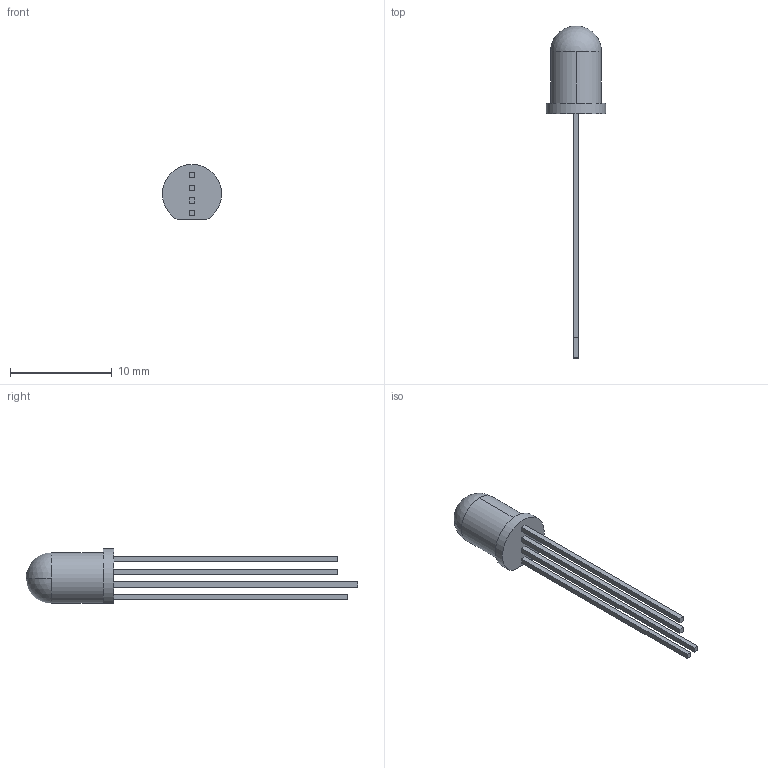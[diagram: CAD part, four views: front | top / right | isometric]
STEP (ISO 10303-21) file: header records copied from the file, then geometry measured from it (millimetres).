
FILE_DESCRIPTION (( 'STEP AP214' ), '1' );
FILE_NAME ('521-8559F.STEP', '2021-10-24T05:20:05', ( '' ), ( '' ), 'SwSTEP 2.0', 'SolidWorks 2018', '' );
FILE_SCHEMA (( 'AUTOMOTIVE_DESIGN' ));
Length unit declared in the file: millimetre
Products named in the file (2): 521-8559F
Bounding box: 5.8 x 32.6 x 5.4 mm (x, y, z)
Volume: 181.2 mm3; surface area: 351.1 mm2
Topology: 1 solids, 1 shells, 28 faces, 67 edges, 43 vertices
Faces by surface type: plane 23, cylinder 3, sphere 2
Entity records: 1148 total; most frequent: CARTESIAN_POINT 138, DIRECTION 135, ORIENTED_EDGE 130, EDGE_CURVE 65, LINE 55, VECTOR 55, VERTEX_POINT 43, AXIS2_PLACEMENT_3D 40
